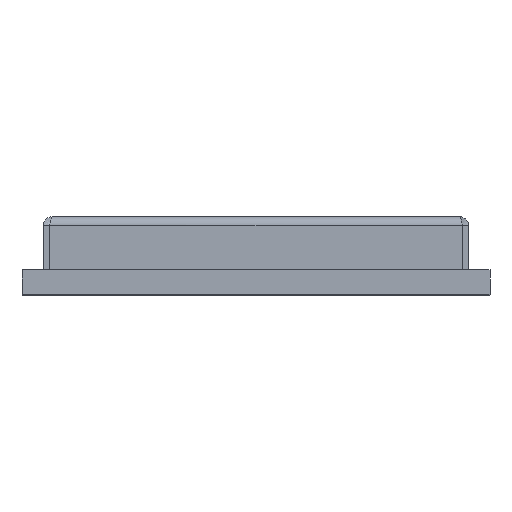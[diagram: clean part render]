
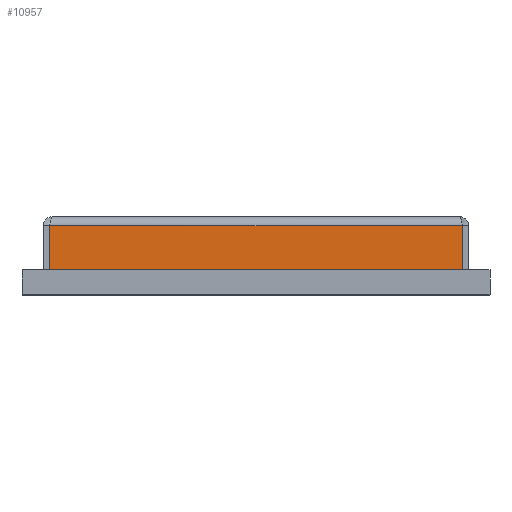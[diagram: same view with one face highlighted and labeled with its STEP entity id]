
A CAD part, top view. The second image highlights one B-rep face of the part: STEP entity #10957.
In plain terms, the highlighted planar face has unit normal (0, 0, 1).
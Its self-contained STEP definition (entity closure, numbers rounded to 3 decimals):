
#117 = VECTOR ( 'NONE', #3496, 1000. ) ;
#285 = EDGE_CURVE ( 'NONE', #9304, #12171, #9127, .T. ) ;
#1202 = LINE ( 'NONE', #5074, #24647 ) ;
#1402 = EDGE_LOOP ( 'NONE', ( #14288, #19485, #15220, #21617 ) ) ;
#1753 = EDGE_CURVE ( 'NONE', #23696, #13413, #7171, .T. ) ;
#3150 = DIRECTION ( 'NONE',  ( 0., -1., 0. ) ) ;
#3496 = DIRECTION ( 'NONE',  ( -1., 0., 0. ) ) ;
#3627 = DIRECTION ( 'NONE',  ( 0., 1., 0. ) ) ;
#4941 = EDGE_CURVE ( 'NONE', #23696, #12171, #15687, .T. ) ;
#5074 = CARTESIAN_POINT ( 'NONE',  ( 6.793, 2.35, 7.25 ) ) ;
#6245 = CARTESIAN_POINT ( 'NONE',  ( 7., 2.25, 7.25 ) ) ;
#7171 = LINE ( 'NONE', #6245, #23106 ) ;
#8664 = CARTESIAN_POINT ( 'NONE',  ( 6.793, 2.25, 7.25 ) ) ;
#9127 = LINE ( 'NONE', #22124, #117 ) ;
#9304 = VERTEX_POINT ( 'NONE', #12662 ) ;
#9560 = DIRECTION ( 'NONE',  ( 0., 0., -1. ) ) ;
#10882 = CARTESIAN_POINT ( 'NONE',  ( -6.793, 0.8, 7.25 ) ) ;
#10957 = ADVANCED_FACE ( 'NONE', ( #13134 ), #23767, .F. ) ;
#12171 = VERTEX_POINT ( 'NONE', #10882 ) ;
#12662 = CARTESIAN_POINT ( 'NONE',  ( 6.793, 0.8, 7.25 ) ) ;
#12877 = CARTESIAN_POINT ( 'NONE',  ( -6.793, 0., 7.25 ) ) ;
#13134 = FACE_OUTER_BOUND ( 'NONE', #1402, .T. ) ;
#13413 = VERTEX_POINT ( 'NONE', #8664 ) ;
#14288 = ORIENTED_EDGE ( 'NONE', *, *, #1753, .F. ) ;
#14359 = DIRECTION ( 'NONE',  ( 1., 0., 0. ) ) ;
#14724 = DIRECTION ( 'NONE',  ( 0., -1., 0. ) ) ;
#15220 = ORIENTED_EDGE ( 'NONE', *, *, #285, .F. ) ;
#15687 = LINE ( 'NONE', #12877, #20388 ) ;
#16094 = EDGE_CURVE ( 'NONE', #13413, #9304, #1202, .T. ) ;
#19398 = AXIS2_PLACEMENT_3D ( 'NONE', #25695, #9560, #3627 ) ;
#19485 = ORIENTED_EDGE ( 'NONE', *, *, #4941, .T. ) ;
#20388 = VECTOR ( 'NONE', #14724, 1000. ) ;
#21617 = ORIENTED_EDGE ( 'NONE', *, *, #16094, .F. ) ;
#22124 = CARTESIAN_POINT ( 'NONE',  ( 7., 0.8, 7.25 ) ) ;
#23106 = VECTOR ( 'NONE', #14359, 1000. ) ;
#23696 = VERTEX_POINT ( 'NONE', #23757 ) ;
#23757 = CARTESIAN_POINT ( 'NONE',  ( -6.793, 2.25, 7.25 ) ) ;
#23767 = PLANE ( 'NONE',  #19398 ) ;
#24647 = VECTOR ( 'NONE', #3150, 1000. ) ;
#25695 = CARTESIAN_POINT ( 'NONE',  ( 0., 0., 7.25 ) ) ;
